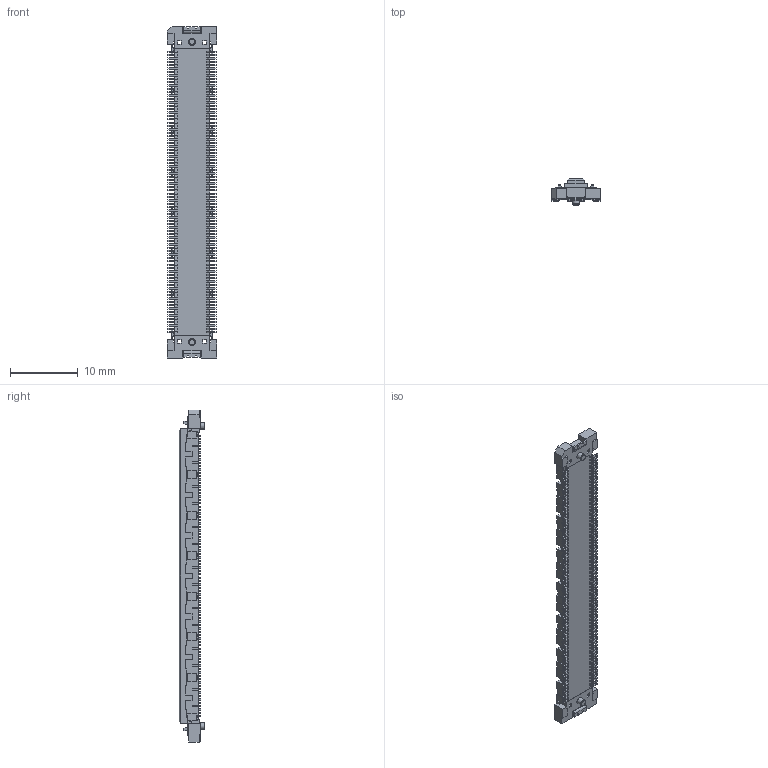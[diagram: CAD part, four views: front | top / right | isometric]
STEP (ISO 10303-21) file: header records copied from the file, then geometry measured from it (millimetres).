
FILE_DESCRIPTION(/* description */ ('CoCreate Modeling STEP Export'),/* implementation_level */ '2;1');
FILE_NAME(/* name */ '7008216P.stp.ipt.stp',/* time_stamp */ '2019-11-20T08:56:37-08:00',/* author */ (''),/* organization */ (''),/* preprocessor_version */ 'ST-DEVELOPER v16.5',/* originating_system */ 'Autodesk Inventor 2017',/* authorisation */ '');
FILE_SCHEMA (('AUTOMOTIVE_DESIGN { 1 0 10303 214 3 1 1 }'));
Length unit declared in the file: millimetre
Products named in the file (1): 7008216P.stp
Bounding box: 7.3 x 3.8 x 49.1 mm (x, y, z)
Volume: 485.2 mm3; surface area: 1402.8 mm2
Topology: 1 solids, 1 shells, 1862 faces, 4926 edges, 3277 vertices
Faces by surface type: plane 1826, cylinder 34, cone 2
Full cylindrical faces by diameter (mm): 1 x2
Entity records: 56456 total; most frequent: CARTESIAN_POINT 10060, ORIENTED_EDGE 9842, DIRECTION 8717, EDGE_CURVE 4921, LINE 4851, VECTOR 4851, VERTEX_POINT 3276, EDGE_LOOP 2085
